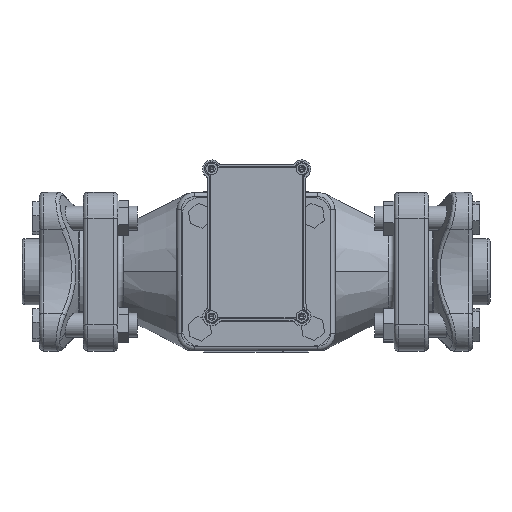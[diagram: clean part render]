
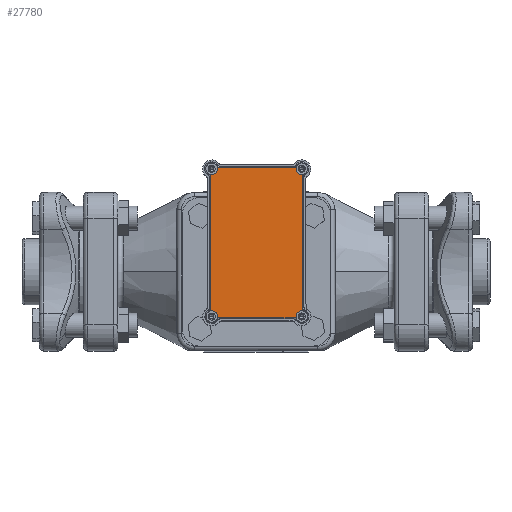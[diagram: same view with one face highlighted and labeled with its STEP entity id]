
A CAD part, top view. The second image highlights one B-rep face of the part: STEP entity #27780.
In plain terms, the highlighted face is planar.
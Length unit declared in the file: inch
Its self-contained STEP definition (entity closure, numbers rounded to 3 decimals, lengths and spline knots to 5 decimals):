
#22873=CARTESIAN_POINT('',(-1.95,0.,-1.29));
#22874=VERTEX_POINT('',#22873);
#22890=CARTESIAN_POINT('',(-2.28,0.0,-1.29));
#22891=VERTEX_POINT('',#22890);
#22898=CARTESIAN_POINT('',(-2.115,0.0,-1.29));
#22899=DIRECTION('',(0.0,1.0,0.0));
#22900=DIRECTION('',(1.0,0.0,0.0));
#22901=AXIS2_PLACEMENT_3D('',#22898,#22899,#22900);
#22902=CIRCLE('',#22901,0.165);
#22903=EDGE_CURVE('',#22874,#22891,#22902,.T.);
#22915=CARTESIAN_POINT('',(2.28,0.,1.29));
#22916=VERTEX_POINT('',#22915);
#22932=CARTESIAN_POINT('',(1.95,0.0,1.29));
#22933=VERTEX_POINT('',#22932);
#22940=CARTESIAN_POINT('',(2.115,0.0,1.29));
#22941=DIRECTION('',(0.0,1.0,0.0));
#22942=DIRECTION('',(1.0,0.0,0.0));
#22943=AXIS2_PLACEMENT_3D('',#22940,#22941,#22942);
#22944=CIRCLE('',#22943,0.165);
#22945=EDGE_CURVE('',#22916,#22933,#22944,.T.);
#22957=CARTESIAN_POINT('',(-1.95,0.,1.29));
#22958=VERTEX_POINT('',#22957);
#22974=CARTESIAN_POINT('',(-2.28,0.0,1.29));
#22975=VERTEX_POINT('',#22974);
#22982=CARTESIAN_POINT('',(-2.115,0.0,1.29));
#22983=DIRECTION('',(0.0,1.0,0.0));
#22984=DIRECTION('',(1.0,0.0,0.0));
#22985=AXIS2_PLACEMENT_3D('',#22982,#22983,#22984);
#22986=CIRCLE('',#22985,0.165);
#22987=EDGE_CURVE('',#22958,#22975,#22986,.T.);
#23041=CARTESIAN_POINT('',(2.28,0.,-1.29));
#23042=VERTEX_POINT('',#23041);
#23058=CARTESIAN_POINT('',(1.95,0.0,-1.29));
#23059=VERTEX_POINT('',#23058);
#23066=CARTESIAN_POINT('',(2.115,0.0,-1.29));
#23067=DIRECTION('',(0.0,1.0,0.0));
#23068=DIRECTION('',(1.0,0.0,0.0));
#23069=AXIS2_PLACEMENT_3D('',#23066,#23067,#23068);
#23070=CIRCLE('',#23069,0.165);
#23071=EDGE_CURVE('',#23042,#23059,#23070,.T.);
#26757=CARTESIAN_POINT('',(-1.94767,0.,-1.32001));
#26758=VERTEX_POINT('',#26757);
#26846=CARTESIAN_POINT('',(-2.145,0.,-1.12267));
#26847=VERTEX_POINT('',#26846);
#26848=CARTESIAN_POINT('',(-2.115,0.0,-1.29));
#26849=DIRECTION('',(0.0,1.0,0.0));
#26850=DIRECTION('',(-0.707,0.0,-0.707));
#26851=AXIS2_PLACEMENT_3D('',#26848,#26849,#26850);
#26852=CIRCLE('',#26851,0.17);
#26853=EDGE_CURVE('',#26758,#26847,#26852,.T.);
#26884=CARTESIAN_POINT('',(1.94767,0.,-1.32001));
#26885=VERTEX_POINT('',#26884);
#26901=CARTESIAN_POINT('',(1.94767,0.,-1.32001));
#26902=DIRECTION('',(-1.0,0.0,0.0));
#26903=VECTOR('',#26902,3.89534);
#26904=LINE('',#26901,#26903);
#26905=EDGE_CURVE('',#26885,#26758,#26904,.T.);
#27036=CARTESIAN_POINT('',(2.145,0.,-1.12267));
#27037=VERTEX_POINT('',#27036);
#27049=CARTESIAN_POINT('',(2.115,0.0,-1.29));
#27050=DIRECTION('',(0.0,1.0,0.0));
#27051=DIRECTION('',(0.707,0.0,-0.707));
#27052=AXIS2_PLACEMENT_3D('',#27049,#27050,#27051);
#27053=CIRCLE('',#27052,0.17);
#27054=EDGE_CURVE('',#27037,#26885,#27053,.T.);
#27117=CARTESIAN_POINT('',(-2.145,0.,1.12267));
#27118=VERTEX_POINT('',#27117);
#27175=CARTESIAN_POINT('',(-1.94767,0.,1.31999));
#27176=VERTEX_POINT('',#27175);
#27177=CARTESIAN_POINT('',(-2.115,0.0,1.29));
#27178=DIRECTION('',(0.0,1.0,0.0));
#27179=DIRECTION('',(-0.707,0.0,0.707));
#27180=AXIS2_PLACEMENT_3D('',#27177,#27178,#27179);
#27181=CIRCLE('',#27180,0.17);
#27182=EDGE_CURVE('',#27118,#27176,#27181,.T.);
#27224=CARTESIAN_POINT('',(-2.145,0.,-1.12267));
#27225=DIRECTION('',(0.0,0.0,1.0));
#27226=VECTOR('',#27225,2.24534);
#27227=LINE('',#27224,#27226);
#27228=EDGE_CURVE('',#26847,#27118,#27227,.T.);
#27411=CARTESIAN_POINT('',(1.94767,0.,1.31999));
#27412=VERTEX_POINT('',#27411);
#27413=CARTESIAN_POINT('',(-1.94767,0.,1.31999));
#27414=DIRECTION('',(1.0,0.0,0.0));
#27415=VECTOR('',#27414,3.89533);
#27416=LINE('',#27413,#27415);
#27417=EDGE_CURVE('',#27176,#27412,#27416,.T.);
#27531=CARTESIAN_POINT('',(2.145,0.,1.12267));
#27532=VERTEX_POINT('',#27531);
#27533=CARTESIAN_POINT('',(2.115,0.0,1.29));
#27534=DIRECTION('',(0.0,1.0,0.0));
#27535=DIRECTION('',(0.707,0.0,0.707));
#27536=AXIS2_PLACEMENT_3D('',#27533,#27534,#27535);
#27537=CIRCLE('',#27536,0.17);
#27538=EDGE_CURVE('',#27412,#27532,#27537,.T.);
#27628=CARTESIAN_POINT('',(2.145,0.,1.12267));
#27629=DIRECTION('',(0.0,0.0,-1.0));
#27630=VECTOR('',#27629,2.24534);
#27631=LINE('',#27628,#27630);
#27632=EDGE_CURVE('',#27532,#27037,#27631,.T.);
#27725=CARTESIAN_POINT('',(-2.51317,0.0,1.60567));
#27726=DIRECTION('',(0.0,-1.0,0.0));
#27727=DIRECTION('',(0.0,0.0,-1.0));
#27728=AXIS2_PLACEMENT_3D('',#27725,#27726,#27727);
#27729=PLANE('',#27728);
#27730=ORIENTED_EDGE('',*,*,#27228,.F.);
#27731=ORIENTED_EDGE('',*,*,#26853,.F.);
#27732=ORIENTED_EDGE('',*,*,#26905,.F.);
#27733=ORIENTED_EDGE('',*,*,#27054,.F.);
#27734=ORIENTED_EDGE('',*,*,#27632,.F.);
#27735=ORIENTED_EDGE('',*,*,#27538,.F.);
#27736=ORIENTED_EDGE('',*,*,#27417,.F.);
#27737=ORIENTED_EDGE('',*,*,#27182,.F.);
#27738=EDGE_LOOP('',(#27730,#27731,#27732,#27733,#27734,#27735,#27736,#27737));
#27739=FACE_OUTER_BOUND('',#27738,.T.);
#27740=ORIENTED_EDGE('',*,*,#22903,.T.);
#27741=CARTESIAN_POINT('',(-2.115,0.0,-1.29));
#27742=DIRECTION('',(0.0,1.0,0.0));
#27743=DIRECTION('',(1.0,0.0,0.0));
#27744=AXIS2_PLACEMENT_3D('',#27741,#27742,#27743);
#27745=CIRCLE('',#27744,0.165);
#27746=EDGE_CURVE('',#22891,#22874,#27745,.T.);
#27747=ORIENTED_EDGE('',*,*,#27746,.T.);
#27748=EDGE_LOOP('',(#27740,#27747));
#27749=FACE_BOUND('',#27748,.T.);
#27750=ORIENTED_EDGE('',*,*,#22945,.T.);
#27751=CARTESIAN_POINT('',(2.115,0.0,1.29));
#27752=DIRECTION('',(0.0,1.0,0.0));
#27753=DIRECTION('',(1.0,0.0,0.0));
#27754=AXIS2_PLACEMENT_3D('',#27751,#27752,#27753);
#27755=CIRCLE('',#27754,0.165);
#27756=EDGE_CURVE('',#22933,#22916,#27755,.T.);
#27757=ORIENTED_EDGE('',*,*,#27756,.T.);
#27758=EDGE_LOOP('',(#27750,#27757));
#27759=FACE_BOUND('',#27758,.T.);
#27760=ORIENTED_EDGE('',*,*,#22987,.T.);
#27761=CARTESIAN_POINT('',(-2.115,0.0,1.29));
#27762=DIRECTION('',(0.0,1.0,0.0));
#27763=DIRECTION('',(1.0,0.0,0.0));
#27764=AXIS2_PLACEMENT_3D('',#27761,#27762,#27763);
#27765=CIRCLE('',#27764,0.165);
#27766=EDGE_CURVE('',#22975,#22958,#27765,.T.);
#27767=ORIENTED_EDGE('',*,*,#27766,.T.);
#27768=EDGE_LOOP('',(#27760,#27767));
#27769=FACE_BOUND('',#27768,.T.);
#27770=ORIENTED_EDGE('',*,*,#23071,.T.);
#27771=CARTESIAN_POINT('',(2.115,0.0,-1.29));
#27772=DIRECTION('',(0.0,1.0,0.0));
#27773=DIRECTION('',(1.0,0.0,0.0));
#27774=AXIS2_PLACEMENT_3D('',#27771,#27772,#27773);
#27775=CIRCLE('',#27774,0.165);
#27776=EDGE_CURVE('',#23059,#23042,#27775,.T.);
#27777=ORIENTED_EDGE('',*,*,#27776,.T.);
#27778=EDGE_LOOP('',(#27770,#27777));
#27779=FACE_BOUND('',#27778,.T.);
#27780=ADVANCED_FACE('',(#27739,#27749,#27759,#27769,#27779),#27729,.T.);
